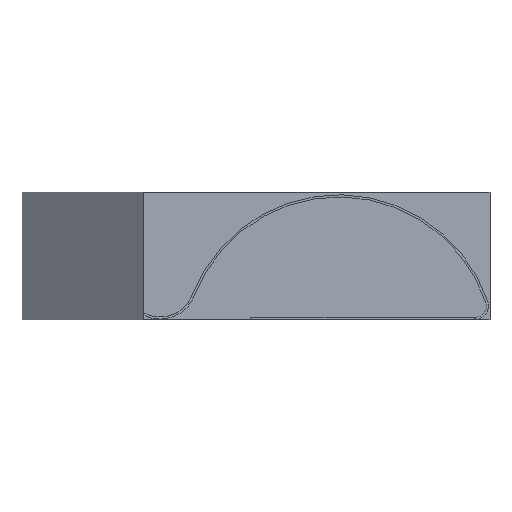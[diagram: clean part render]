
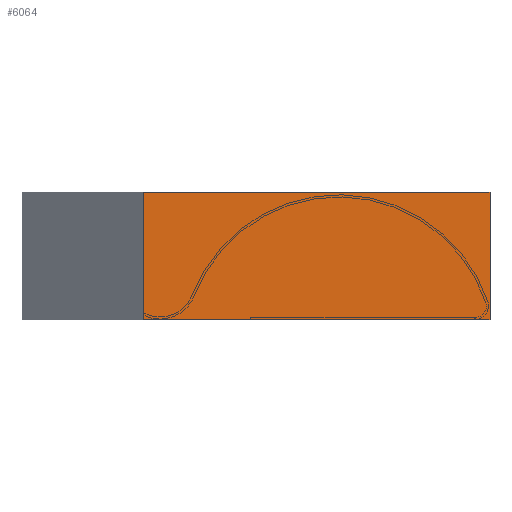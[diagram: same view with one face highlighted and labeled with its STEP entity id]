
A CAD part, left-side view. The second image highlights one B-rep face of the part: STEP entity #6064.
In plain terms, the highlighted face is planar.
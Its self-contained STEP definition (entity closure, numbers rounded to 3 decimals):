
#723=ORIENTED_EDGE('',*,*,#2543,.F.);
#724=ORIENTED_EDGE('',*,*,#2553,.F.);
#725=ORIENTED_EDGE('',*,*,#2550,.F.);
#726=ORIENTED_EDGE('',*,*,#2547,.F.);
#2543=EDGE_CURVE('',#3463,#3464,#4055,.T.);
#2547=EDGE_CURVE('',#3464,#3467,#4059,.T.);
#2550=EDGE_CURVE('',#3467,#3469,#4062,.T.);
#2553=EDGE_CURVE('',#3469,#3463,#4065,.T.);
#3463=VERTEX_POINT('',#9370);
#3464=VERTEX_POINT('',#9371);
#3467=VERTEX_POINT('',#9379);
#3469=VERTEX_POINT('',#9385);
#4055=LINE('',#9369,#4527);
#4059=LINE('',#9378,#4531);
#4062=LINE('',#9384,#4534);
#4065=LINE('',#9390,#4537);
#4527=VECTOR('',#7269,1000.);
#4531=VECTOR('',#7275,1000.);
#4534=VECTOR('',#7280,1000.);
#4537=VECTOR('',#7285,1000.);
#5004=EDGE_LOOP('',(#723,#724,#725,#726));
#5464=FACE_BOUND('',#5004,.T.);
#5924=PLANE('',#6456);
#6064=ADVANCED_FACE('',(#5464),#5924,.F.);
#6456=AXIS2_PLACEMENT_3D('',#9393,#7289,#7290);
#7269=DIRECTION('',(0.,0.,-1.));
#7275=DIRECTION('',(1.,0.,0.));
#7280=DIRECTION('',(0.,0.,1.));
#7285=DIRECTION('',(-1.,0.,0.));
#7289=DIRECTION('',(0.,-1.,0.));
#7290=DIRECTION('',(0.,0.,-1.));
#9369=CARTESIAN_POINT('',(-14.45,203.6,5.3));
#9370=CARTESIAN_POINT('',(-14.45,203.6,5.3));
#9371=CARTESIAN_POINT('',(-14.45,203.6,-5.3));
#9378=CARTESIAN_POINT('',(-14.45,203.6,-5.3));
#9379=CARTESIAN_POINT('',(14.45,203.6,-5.3));
#9384=CARTESIAN_POINT('',(14.45,203.6,-5.3));
#9385=CARTESIAN_POINT('',(14.45,203.6,5.3));
#9390=CARTESIAN_POINT('',(14.45,203.6,5.3));
#9393=CARTESIAN_POINT('',(0.,203.6,0.));
